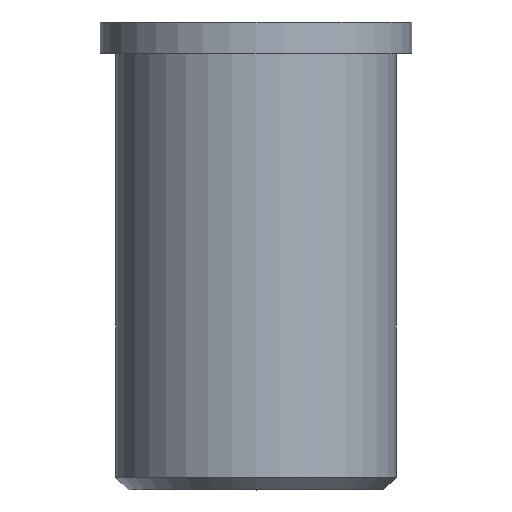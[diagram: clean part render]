
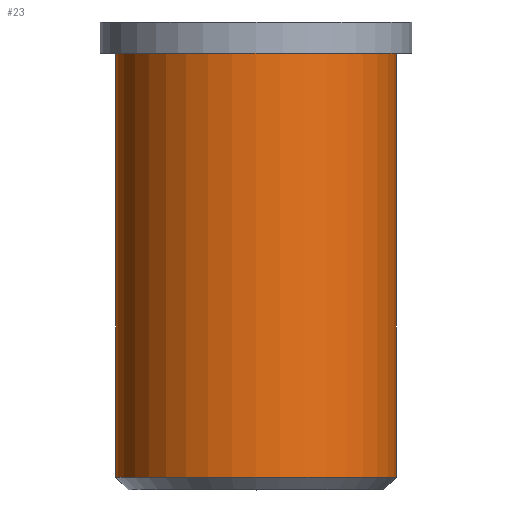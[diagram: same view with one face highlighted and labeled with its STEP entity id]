
A CAD part, top view. The second image highlights one B-rep face of the part: STEP entity #23.
In plain terms, the highlighted cylindrical face has radius 2.857 mm (diameter 5.715 mm), a partial arc.
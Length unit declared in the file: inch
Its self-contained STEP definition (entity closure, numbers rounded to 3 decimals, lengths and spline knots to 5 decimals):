
#23 = ADVANCED_FACE ( 'NONE', ( #212 ), #210, .T. ) ;
#24 = EDGE_LOOP ( 'NONE', ( #25, #80, #82, #83 ) ) ;
#25 = ORIENTED_EDGE ( 'NONE', *, *, #26, .T. ) ;
#26 = EDGE_CURVE ( 'NONE', #27, #79, #205, .T. ) ;
#27 = VERTEX_POINT ( 'NONE', #201 ) ;
#79 = VERTEX_POINT ( 'NONE', #285 ) ;
#80 = ORIENTED_EDGE ( 'NONE', *, *, #81, .T. ) ;
#81 = EDGE_CURVE ( 'NONE', #79, #99, #349, .T. ) ;
#82 = ORIENTED_EDGE ( 'NONE', *, *, #98, .F. ) ;
#83 = ORIENTED_EDGE ( 'NONE', *, *, #84, .F. ) ;
#84 = EDGE_CURVE ( 'NONE', #27, #96, #345, .T. ) ;
#96 = VERTEX_POINT ( 'NONE', #319 ) ;
#98 = EDGE_CURVE ( 'NONE', #96, #99, #318, .T. ) ;
#99 = VERTEX_POINT ( 'NONE', #373 ) ;
#201 = CARTESIAN_POINT ( 'NONE',  ( 0.1125, 0.225, 0. ) ) ;
#202 = DIRECTION ( 'NONE',  ( 1., 0., 0. ) ) ;
#203 = DIRECTION ( 'NONE',  ( 0., -1., 0. ) ) ;
#204 = AXIS2_PLACEMENT_3D ( 'NONE', #211, #203, #202 ) ;
#205 = CIRCLE ( 'NONE', #204, 0.1125 ) ;
#206 = DIRECTION ( 'NONE',  ( 1., 0., 0. ) ) ;
#207 = DIRECTION ( 'NONE',  ( 0., -1., 0. ) ) ;
#208 = CARTESIAN_POINT ( 'NONE',  ( 0., 0., 0. ) ) ;
#209 = AXIS2_PLACEMENT_3D ( 'NONE', #208, #207, #206 ) ;
#210 = CYLINDRICAL_SURFACE ( 'NONE', #209, 0.1125 ) ;
#211 = CARTESIAN_POINT ( 'NONE',  ( 0., 0.225, 0. ) ) ;
#212 = FACE_OUTER_BOUND ( 'NONE', #24, .T. ) ;
#285 = CARTESIAN_POINT ( 'NONE',  ( -0.1125, 0.225, 0. ) ) ;
#318 = CIRCLE ( 'NONE', #377, 0.1125 ) ;
#319 = CARTESIAN_POINT ( 'NONE',  ( 0.1125, -0.115, 0. ) ) ;
#342 = DIRECTION ( 'NONE',  ( 0., -1., 0. ) ) ;
#343 = VECTOR ( 'NONE', #342, 39.37008 ) ;
#344 = CARTESIAN_POINT ( 'NONE',  ( 0.1125, 0., 0. ) ) ;
#345 = LINE ( 'NONE', #344, #343 ) ;
#346 = DIRECTION ( 'NONE',  ( 0., -1., 0. ) ) ;
#347 = VECTOR ( 'NONE', #346, 39.37008 ) ;
#348 = CARTESIAN_POINT ( 'NONE',  ( -0.1125, 0., 0. ) ) ;
#349 = LINE ( 'NONE', #348, #347 ) ;
#373 = CARTESIAN_POINT ( 'NONE',  ( -0.1125, -0.115, 0. ) ) ;
#374 = DIRECTION ( 'NONE',  ( 1., 0., 0. ) ) ;
#375 = DIRECTION ( 'NONE',  ( 0., -1., 0. ) ) ;
#376 = CARTESIAN_POINT ( 'NONE',  ( 0., -0.115, 0. ) ) ;
#377 = AXIS2_PLACEMENT_3D ( 'NONE', #376, #375, #374 ) ;
